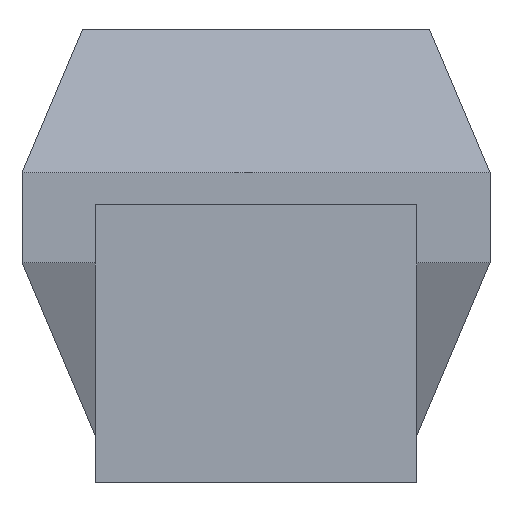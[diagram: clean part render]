
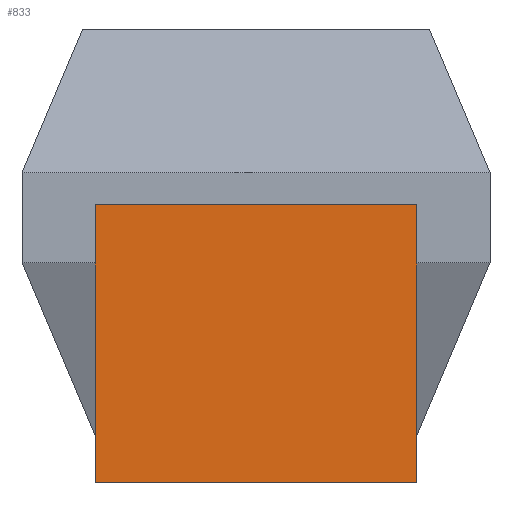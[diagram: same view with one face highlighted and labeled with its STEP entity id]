
A CAD part, left-side view. The second image highlights one B-rep face of the part: STEP entity #833.
In plain terms, the highlighted planar face has unit normal (-1, 0, 0).
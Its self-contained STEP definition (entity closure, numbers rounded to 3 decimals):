
#833=ADVANCED_FACE($,(#839),#834,.F.);
#834=PLANE($,#835);
#835=AXIS2_PLACEMENT_3D($,#836,#837,#838);
#836=CARTESIAN_POINT('Origin',(-3.125,1.100,0.000));
#837=DIRECTION('center_axis',(1.000,0.000,0.000));
#838=DIRECTION('ref_axis',(0.000,0.000,1.000));
#839=FACE_OUTER_BOUND($,#840,.T.);
#840=EDGE_LOOP($,(#841,#851,#861,#871));
#841=ORIENTED_EDGE($,*,*,#842,.F.);
#842=EDGE_CURVE($,#843,#845,#847,.T.);
#843=VERTEX_POINT($,#844);
#844=CARTESIAN_POINT('',(-3.125,-1.100,0.000));
#845=VERTEX_POINT($,#846);
#846=CARTESIAN_POINT('',(-3.125,1.100,0.000));
#847=LINE($,#848,#849);
#848=CARTESIAN_POINT($,(-3.125,-1.100,0.000));
#849=VECTOR($,#850,2.2);
#850=DIRECTION($,(0.000,1.000,0.000));
#851=ORIENTED_EDGE($,*,*,#852,.F.);
#852=EDGE_CURVE($,#853,#855,#857,.T.);
#853=VERTEX_POINT($,#854);
#854=CARTESIAN_POINT('',(-3.125,-1.100,1.900));
#855=VERTEX_POINT($,#844);
#857=LINE($,#858,#859);
#858=CARTESIAN_POINT($,(-3.125,-1.100,1.900));
#859=VECTOR($,#860,1.9);
#860=DIRECTION($,(0.000,0.000,-1.000));
#861=ORIENTED_EDGE($,*,*,#862,.F.);
#862=EDGE_CURVE($,#863,#865,#867,.T.);
#863=VERTEX_POINT($,#864);
#864=CARTESIAN_POINT('',(-3.125,1.100,1.900));
#865=VERTEX_POINT($,#854);
#867=LINE($,#868,#869);
#868=CARTESIAN_POINT($,(-3.125,1.100,1.900));
#869=VECTOR($,#870,2.2);
#870=DIRECTION($,(0.000,-1.000,0.000));
#871=ORIENTED_EDGE($,*,*,#872,.F.);
#872=EDGE_CURVE($,#873,#875,#877,.T.);
#873=VERTEX_POINT($,#846);
#875=VERTEX_POINT($,#864);
#877=LINE($,#878,#879);
#878=CARTESIAN_POINT($,(-3.125,1.100,0.000));
#879=VECTOR($,#880,1.9);
#880=DIRECTION($,(0.000,0.000,1.000));
